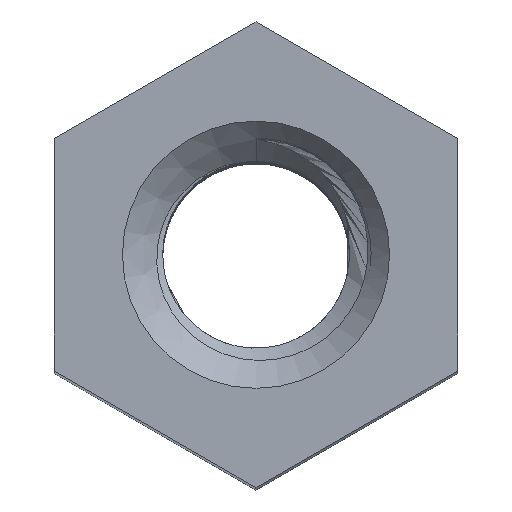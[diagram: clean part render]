
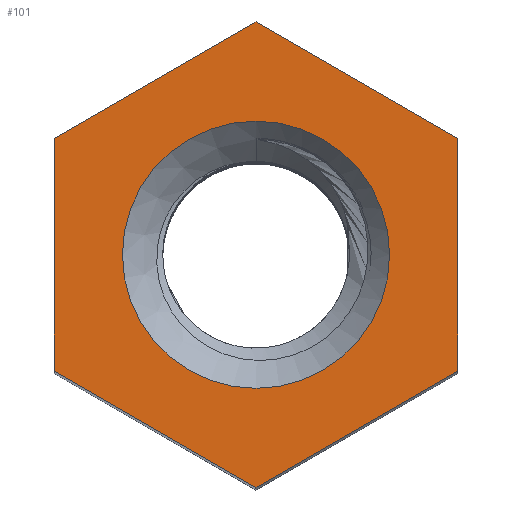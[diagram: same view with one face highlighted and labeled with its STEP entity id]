
A CAD part, top view. The second image highlights one B-rep face of the part: STEP entity #101.
In plain terms, the highlighted planar face has unit normal (0, 0, 1).
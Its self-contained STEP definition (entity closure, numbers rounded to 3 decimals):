
#101=ADVANCED_FACE('',(#19239,#19241),#19243,.T.);
#19239=FACE_BOUND('',#19240,.T.);
#19240=EDGE_LOOP('',(#20287,#20288,#20289,#20290,#20291,#20292));
#19241=FACE_BOUND('',#19242,.T.);
#19242=EDGE_LOOP('',(#20293));
#19243=PLANE('',#19244);
#19244=AXIS2_PLACEMENT_3D('',#19245,#19246,#19247);
#19245=CARTESIAN_POINT('',(0.,0.,25.));
#19246=DIRECTION('',(0.,0.,1.));
#19247=DIRECTION('',(-1.,0.,0.));
#20287=ORIENTED_EDGE('',*,*,#20531,.T.);
#20288=ORIENTED_EDGE('',*,*,#20532,.T.);
#20289=ORIENTED_EDGE('',*,*,#20533,.T.);
#20290=ORIENTED_EDGE('',*,*,#20534,.T.);
#20291=ORIENTED_EDGE('',*,*,#20535,.T.);
#20292=ORIENTED_EDGE('',*,*,#20536,.T.);
#20293=ORIENTED_EDGE('',*,*,#20458,.T.);
#20458=EDGE_CURVE('',#20590,#20590,#20591,.F.);
#20531=EDGE_CURVE('',#20732,#20733,#20734,.T.);
#20532=EDGE_CURVE('',#20733,#20735,#20736,.T.);
#20533=EDGE_CURVE('',#20735,#20737,#20738,.T.);
#20534=EDGE_CURVE('',#20737,#20739,#20740,.T.);
#20535=EDGE_CURVE('',#20739,#20741,#20742,.T.);
#20536=EDGE_CURVE('',#20741,#20732,#20743,.T.);
#20590=VERTEX_POINT('',#20938);
#20591=CIRCLE('',#20939,2.32);
#20732=VERTEX_POINT('',#25912);
#20733=VERTEX_POINT('',#25913);
#20734=LINE('',#25914,#25915);
#20735=VERTEX_POINT('',#25917);
#20736=LINE('',#25918,#25919);
#20737=VERTEX_POINT('',#25921);
#20738=LINE('',#25922,#25923);
#20739=VERTEX_POINT('',#25925);
#20740=LINE('',#25926,#25927);
#20741=VERTEX_POINT('',#25929);
#20742=LINE('',#25930,#25931);
#20743=LINE('',#25933,#25934);
#20938=CARTESIAN_POINT('',(0.,2.32,25.));
#20939=AXIS2_PLACEMENT_3D('',#20940,#20941,#20942);
#20940=CARTESIAN_POINT('',(0.,0.,25.));
#20941=DIRECTION('',(0.,0.,1.));
#20942=DIRECTION('',(0.,1.,-0.));
#25912=CARTESIAN_POINT('',(0.,-4.041,25.));
#25913=CARTESIAN_POINT('',(3.5,-2.021,25.));
#25914=CARTESIAN_POINT('',(0.,-4.041,25.));
#25915=VECTOR('',#25916,1.);
#25916=DIRECTION('',(0.866,0.5,0.));
#25917=CARTESIAN_POINT('',(3.5,2.021,25.));
#25918=CARTESIAN_POINT('',(3.5,-2.021,25.));
#25919=VECTOR('',#25920,1.);
#25920=DIRECTION('',(0.,1.,0.));
#25921=CARTESIAN_POINT('',(0.,4.041,25.));
#25922=CARTESIAN_POINT('',(3.5,2.021,25.));
#25923=VECTOR('',#25924,1.);
#25924=DIRECTION('',(-0.866,0.5,0.));
#25925=CARTESIAN_POINT('',(-3.5,2.021,25.));
#25926=CARTESIAN_POINT('',(0.,4.041,25.));
#25927=VECTOR('',#25928,1.);
#25928=DIRECTION('',(-0.866,-0.5,0.));
#25929=CARTESIAN_POINT('',(-3.5,-2.021,25.));
#25930=CARTESIAN_POINT('',(-3.5,2.021,25.));
#25931=VECTOR('',#25932,1.);
#25932=DIRECTION('',(0.,-1.,0.));
#25933=CARTESIAN_POINT('',(-3.5,-2.021,25.));
#25934=VECTOR('',#25935,1.);
#25935=DIRECTION('',(0.866,-0.5,0.));
